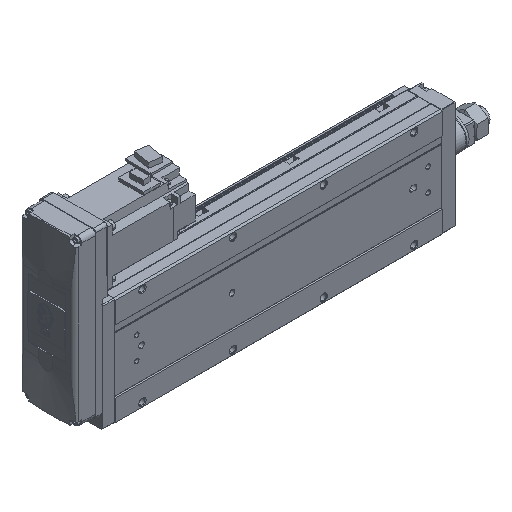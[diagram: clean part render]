
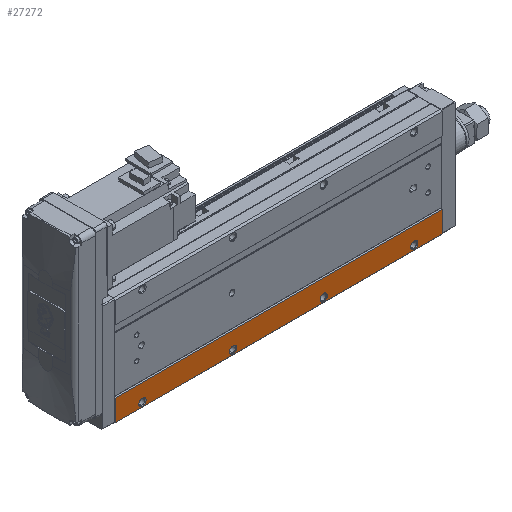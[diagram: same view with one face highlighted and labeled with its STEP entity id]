
A CAD part, isometric view. The second image highlights one B-rep face of the part: STEP entity #27272.
In plain terms, the highlighted planar face has unit normal (0, -1, 0).
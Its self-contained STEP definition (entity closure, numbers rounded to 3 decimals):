
#313 = CARTESIAN_POINT ( 'NONE',  ( 0., 0., -35. ) ) ;
#592 = ORIENTED_EDGE ( 'NONE', *, *, #8361, .F. ) ;
#869 = CARTESIAN_POINT ( 'NONE',  ( 361., 0., -35. ) ) ;
#1026 = ORIENTED_EDGE ( 'NONE', *, *, #11868, .T. ) ;
#1052 = VERTEX_POINT ( 'NONE', #869 ) ;
#1244 = AXIS2_PLACEMENT_3D ( 'NONE', #22056, #17569, #6137 ) ;
#1329 = VERTEX_POINT ( 'NONE', #25789 ) ;
#1363 = VERTEX_POINT ( 'NONE', #20962 ) ;
#1366 = VERTEX_POINT ( 'NONE', #2341 ) ;
#1445 = CARTESIAN_POINT ( 'NONE',  ( 130., 0., -58. ) ) ;
#1646 = CIRCLE ( 'NONE', #8374, 4. ) ;
#1703 = FACE_BOUND ( 'NONE', #4630, .T. ) ;
#1953 = CARTESIAN_POINT ( 'NONE',  ( 361., 0., -35. ) ) ;
#2316 = FACE_BOUND ( 'NONE', #29609, .T. ) ;
#2341 = CARTESIAN_POINT ( 'NONE',  ( 330., 0., -50. ) ) ;
#3210 = AXIS2_PLACEMENT_3D ( 'NONE', #23098, #11817, #16202 ) ;
#4256 = FACE_BOUND ( 'NONE', #25982, .T. ) ;
#4561 = DIRECTION ( 'NONE',  ( 0., 0., -1. ) ) ;
#4630 = EDGE_LOOP ( 'NONE', ( #18459, #15352 ) ) ;
#4692 = CIRCLE ( 'NONE', #7587, 4. ) ;
#4939 = ORIENTED_EDGE ( 'NONE', *, *, #5414, .F. ) ;
#5126 = CIRCLE ( 'NONE', #24347, 4. ) ;
#5414 = EDGE_CURVE ( 'NONE', #6554, #1329, #14600, .T. ) ;
#6137 = DIRECTION ( 'NONE',  ( 0., 0., -1. ) ) ;
#6223 = EDGE_CURVE ( 'NONE', #1052, #24146, #13221, .T. ) ;
#6400 = CARTESIAN_POINT ( 'NONE',  ( 230., 0., -58. ) ) ;
#6554 = VERTEX_POINT ( 'NONE', #23589 ) ;
#6832 = DIRECTION ( 'NONE',  ( 0., -1., 0. ) ) ;
#6985 = CIRCLE ( 'NONE', #1244, 4. ) ;
#7167 = VERTEX_POINT ( 'NONE', #6400 ) ;
#7196 = DIRECTION ( 'NONE',  ( 0., 0., -1. ) ) ;
#7587 = AXIS2_PLACEMENT_3D ( 'NONE', #24796, #29629, #27519 ) ;
#7861 = EDGE_CURVE ( 'NONE', #7167, #14642, #1646, .T. ) ;
#8361 = EDGE_CURVE ( 'NONE', #1052, #11111, #9306, .T. ) ;
#8374 = AXIS2_PLACEMENT_3D ( 'NONE', #10860, #12558, #11012 ) ;
#8631 = FACE_OUTER_BOUND ( 'NONE', #20322, .T. ) ;
#8925 = VECTOR ( 'NONE', #16304, 1000. ) ;
#8929 = FACE_BOUND ( 'NONE', #28128, .T. ) ;
#9153 = AXIS2_PLACEMENT_3D ( 'NONE', #27640, #16221, #7196 ) ;
#9167 = CARTESIAN_POINT ( 'NONE',  ( 361., 0., -35. ) ) ;
#9306 = LINE ( 'NONE', #9167, #11949 ) ;
#9633 = ORIENTED_EDGE ( 'NONE', *, *, #27372, .F. ) ;
#9881 = EDGE_CURVE ( 'NONE', #1363, #29561, #6985, .T. ) ;
#10072 = CARTESIAN_POINT ( 'NONE',  ( 361., 0., -58.5 ) ) ;
#10860 = CARTESIAN_POINT ( 'NONE',  ( 230., 0., -54. ) ) ;
#10891 = CIRCLE ( 'NONE', #3210, 4. ) ;
#11012 = DIRECTION ( 'NONE',  ( 0., 0., -1. ) ) ;
#11111 = VERTEX_POINT ( 'NONE', #24373 ) ;
#11152 = VERTEX_POINT ( 'NONE', #26934 ) ;
#11473 = DIRECTION ( 'NONE',  ( 0., 1., 0. ) ) ;
#11633 = CARTESIAN_POINT ( 'NONE',  ( 330., 0., -54. ) ) ;
#11817 = DIRECTION ( 'NONE',  ( 0., -1., 0. ) ) ;
#11868 = EDGE_CURVE ( 'NONE', #24146, #11152, #27671, .T. ) ;
#11949 = VECTOR ( 'NONE', #18355, 1000. ) ;
#12047 = ORIENTED_EDGE ( 'NONE', *, *, #13369, .F. ) ;
#12558 = DIRECTION ( 'NONE',  ( 0., -1., 0. ) ) ;
#13118 = DIRECTION ( 'NONE',  ( 1., 0., 0. ) ) ;
#13221 = LINE ( 'NONE', #1953, #23267 ) ;
#13369 = EDGE_CURVE ( 'NONE', #14642, #7167, #22089, .T. ) ;
#13723 = AXIS2_PLACEMENT_3D ( 'NONE', #15833, #11473, #13118 ) ;
#14189 = CIRCLE ( 'NONE', #21863, 4. ) ;
#14528 = ORIENTED_EDGE ( 'NONE', *, *, #27304, .F. ) ;
#14600 = CIRCLE ( 'NONE', #17516, 4. ) ;
#14642 = VERTEX_POINT ( 'NONE', #19080 ) ;
#14718 = LINE ( 'NONE', #10072, #8925 ) ;
#15352 = ORIENTED_EDGE ( 'NONE', *, *, #9881, .F. ) ;
#15790 = DIRECTION ( 'NONE',  ( 0., 0., -1. ) ) ;
#15833 = CARTESIAN_POINT ( 'NONE',  ( 361., 0., -35. ) ) ;
#16013 = ORIENTED_EDGE ( 'NONE', *, *, #18098, .F. ) ;
#16202 = DIRECTION ( 'NONE',  ( 0., 0., -1. ) ) ;
#16221 = DIRECTION ( 'NONE',  ( 0., -1., 0. ) ) ;
#16304 = DIRECTION ( 'NONE',  ( -1., 0., 0. ) ) ;
#16315 = DIRECTION ( 'NONE',  ( 0., -1., 0. ) ) ;
#17419 = EDGE_CURVE ( 'NONE', #29561, #1363, #10891, .T. ) ;
#17433 = ORIENTED_EDGE ( 'NONE', *, *, #7861, .F. ) ;
#17516 = AXIS2_PLACEMENT_3D ( 'NONE', #26881, #22053, #29005 ) ;
#17569 = DIRECTION ( 'NONE',  ( 0., -1., 0. ) ) ;
#17948 = PLANE ( 'NONE',  #13723 ) ;
#18098 = EDGE_CURVE ( 'NONE', #1366, #26014, #4692, .T. ) ;
#18355 = DIRECTION ( 'NONE',  ( 0., 0., -1. ) ) ;
#18401 = CARTESIAN_POINT ( 'NONE',  ( 30., 0., -54. ) ) ;
#18459 = ORIENTED_EDGE ( 'NONE', *, *, #17419, .F. ) ;
#18701 = ORIENTED_EDGE ( 'NONE', *, *, #6223, .T. ) ;
#19080 = CARTESIAN_POINT ( 'NONE',  ( 230., 0., -50. ) ) ;
#19970 = ORIENTED_EDGE ( 'NONE', *, *, #29688, .F. ) ;
#20322 = EDGE_LOOP ( 'NONE', ( #1026, #9633, #592, #18701 ) ) ;
#20511 = CARTESIAN_POINT ( 'NONE',  ( 0., 0., -35. ) ) ;
#20652 = DIRECTION ( 'NONE',  ( 0., 0., -1. ) ) ;
#20962 = CARTESIAN_POINT ( 'NONE',  ( 130., 0., -50. ) ) ;
#21863 = AXIS2_PLACEMENT_3D ( 'NONE', #18401, #6832, #4561 ) ;
#22053 = DIRECTION ( 'NONE',  ( 0., -1., 0. ) ) ;
#22056 = CARTESIAN_POINT ( 'NONE',  ( 130., 0., -54. ) ) ;
#22089 = CIRCLE ( 'NONE', #9153, 4. ) ;
#22387 = DIRECTION ( 'NONE',  ( -1., 0., 0. ) ) ;
#23098 = CARTESIAN_POINT ( 'NONE',  ( 130., 0., -54. ) ) ;
#23267 = VECTOR ( 'NONE', #22387, 1000. ) ;
#23589 = CARTESIAN_POINT ( 'NONE',  ( 30., 0., -58. ) ) ;
#24020 = VECTOR ( 'NONE', #15790, 1000. ) ;
#24146 = VERTEX_POINT ( 'NONE', #20511 ) ;
#24347 = AXIS2_PLACEMENT_3D ( 'NONE', #11633, #16315, #20652 ) ;
#24373 = CARTESIAN_POINT ( 'NONE',  ( 361., 0., -58.5 ) ) ;
#24787 = CARTESIAN_POINT ( 'NONE',  ( 330., 0., -58. ) ) ;
#24796 = CARTESIAN_POINT ( 'NONE',  ( 330., 0., -54. ) ) ;
#25789 = CARTESIAN_POINT ( 'NONE',  ( 30., 0., -50. ) ) ;
#25982 = EDGE_LOOP ( 'NONE', ( #19970, #16013 ) ) ;
#26014 = VERTEX_POINT ( 'NONE', #24787 ) ;
#26881 = CARTESIAN_POINT ( 'NONE',  ( 30., 0., -54. ) ) ;
#26934 = CARTESIAN_POINT ( 'NONE',  ( 0., 0., -58.5 ) ) ;
#27272 = ADVANCED_FACE ( 'NONE', ( #8631, #2316, #1703, #8929, #4256 ), #17948, .F. ) ;
#27304 = EDGE_CURVE ( 'NONE', #1329, #6554, #14189, .T. ) ;
#27372 = EDGE_CURVE ( 'NONE', #11111, #11152, #14718, .T. ) ;
#27519 = DIRECTION ( 'NONE',  ( 0., 0., -1. ) ) ;
#27640 = CARTESIAN_POINT ( 'NONE',  ( 230., 0., -54. ) ) ;
#27671 = LINE ( 'NONE', #313, #24020 ) ;
#28128 = EDGE_LOOP ( 'NONE', ( #4939, #14528 ) ) ;
#29005 = DIRECTION ( 'NONE',  ( 0., 0., -1. ) ) ;
#29561 = VERTEX_POINT ( 'NONE', #1445 ) ;
#29609 = EDGE_LOOP ( 'NONE', ( #17433, #12047 ) ) ;
#29629 = DIRECTION ( 'NONE',  ( 0., -1., 0. ) ) ;
#29688 = EDGE_CURVE ( 'NONE', #26014, #1366, #5126, .T. ) ;
